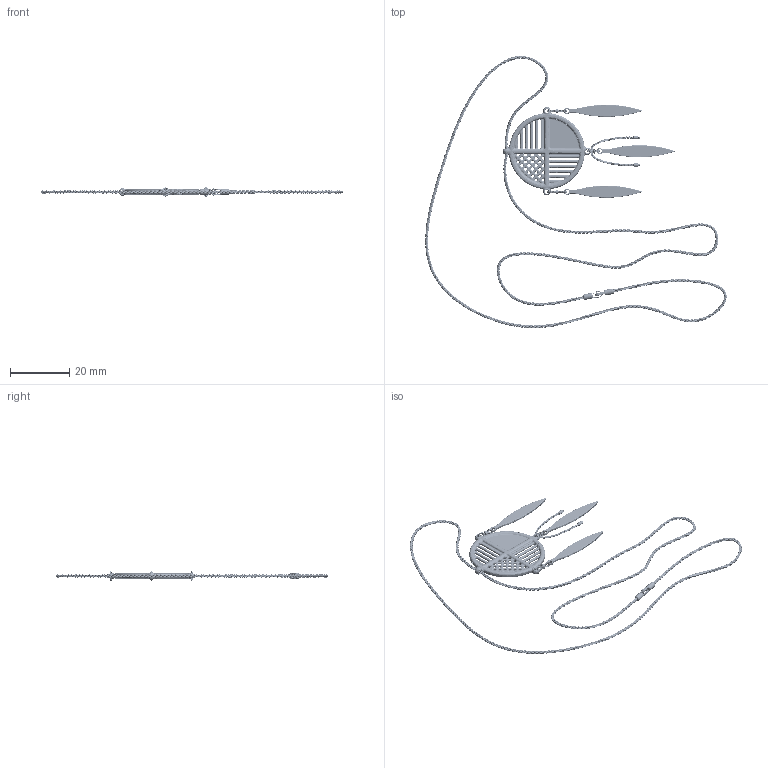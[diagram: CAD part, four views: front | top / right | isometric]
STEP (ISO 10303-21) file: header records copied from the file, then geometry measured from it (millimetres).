
FILE_DESCRIPTION(('FreeCAD Model'),'2;1');
FILE_NAME('Open CASCADE Shape Model','2025-04-27T18:35:46',('FreeCAD'),( 'FreeCAD'),'Open CASCADE STEP processor 7.6','FreeCAD','Unknown');
FILE_SCHEMA(('AUTOMOTIVE_DESIGN { 1 0 10303 214 1 1 1 1 }'));
Products named in the file (1): Open CASCADE STEP translator 7.6 1
Bounding box: 101.8 x 91.89 x 3.23 mm (x, y, z)
Surface area: 3760.4 mm2 (no closed solid volume)
Topology: 0 solids, 1928 shells, 1928 faces, 9985 edges, 9934 vertices
Faces by surface type: bspline 1928
Entity records: 349935 total; most frequent: CARTESIAN_POINT 302260, ORIENTED_EDGE 9938, EDGE_CURVE 9938, VERTEX_POINT 9930, B_SPLINE_CURVE_WITH_KNOTS 7336, FACE_BOUND 1991, EDGE_LOOP 1991, SHELL_BASED_SURFACE_MODEL 1928
